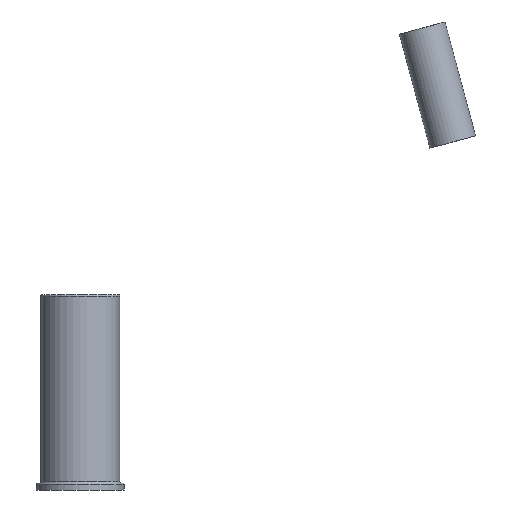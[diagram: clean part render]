
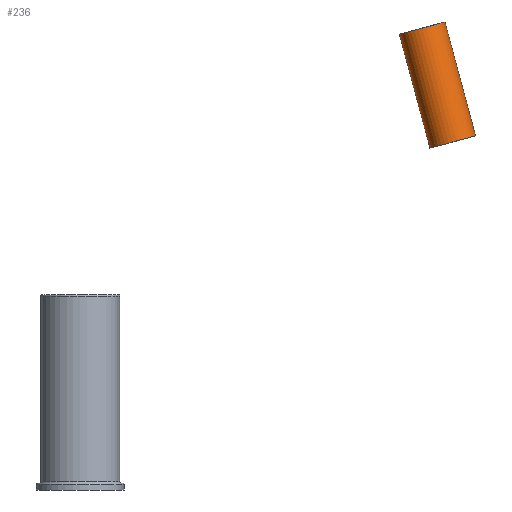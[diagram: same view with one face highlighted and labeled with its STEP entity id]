
A CAD part, front view. The second image highlights one B-rep face of the part: STEP entity #236.
In plain terms, the highlighted cylindrical face has radius 14 mm (diameter 28 mm), a full revolution.
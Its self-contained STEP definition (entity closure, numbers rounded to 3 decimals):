
#45=CYLINDRICAL_SURFACE('',#270,14.);
#54=ORIENTED_EDGE('',*,*,#83,.T.);
#55=ORIENTED_EDGE('',*,*,#82,.T.);
#82=EDGE_CURVE('',#97,#97,#112,.T.);
#83=EDGE_CURVE('',#98,#98,#113,.T.);
#97=VERTEX_POINT('',#373);
#98=VERTEX_POINT('',#376);
#112=CIRCLE('',#269,14.);
#113=CIRCLE('',#271,14.);
#127=EDGE_LOOP('',(#54));
#128=EDGE_LOOP('',(#55));
#157=FACE_BOUND('',#127,.T.);
#158=FACE_BOUND('',#128,.T.);
#236=ADVANCED_FACE('',(#157,#158),#45,.T.);
#269=AXIS2_PLACEMENT_3D('',#372,#307,#308);
#270=AXIS2_PLACEMENT_3D('',#374,#309,#310);
#271=AXIS2_PLACEMENT_3D('',#375,#311,#312);
#307=DIRECTION('',(0.259,0.,-0.966));
#308=DIRECTION('',(-0.966,0.,-0.259));
#309=DIRECTION('',(0.259,0.,-0.966));
#310=DIRECTION('',(0.,1.,0.));
#311=DIRECTION('',(-0.259,0.,0.966));
#312=DIRECTION('',(0.966,0.,0.259));
#372=CARTESIAN_POINT('',(204.774,-17.561,260.999));
#373=CARTESIAN_POINT('',(191.251,-17.561,257.376));
#374=CARTESIAN_POINT('',(204.769,-17.561,261.018));
#375=CARTESIAN_POINT('',(222.881,-17.561,193.423));
#376=CARTESIAN_POINT('',(236.404,-17.561,197.046));
